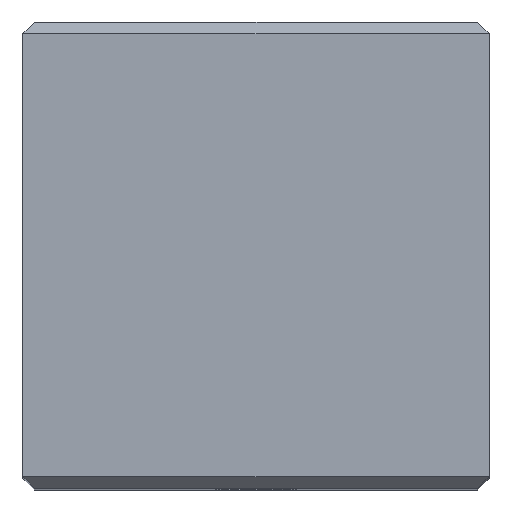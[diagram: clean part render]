
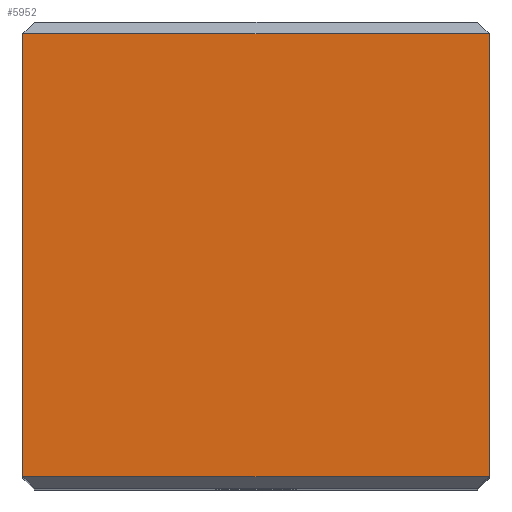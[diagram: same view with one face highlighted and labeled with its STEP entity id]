
A CAD part, top view. The second image highlights one B-rep face of the part: STEP entity #5952.
In plain terms, the highlighted planar face has unit normal (0, 0, 1).
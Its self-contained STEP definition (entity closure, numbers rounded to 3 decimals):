
#123 = DIRECTION ( 'NONE',  ( 1., 0., 0. ) ) ;
#127 = LINE ( 'NONE', #159, #9100 ) ;
#133 = DIRECTION ( 'NONE',  ( 0., 1., 0. ) ) ;
#142 = LINE ( 'NONE', #150, #9200 ) ;
#150 = CARTESIAN_POINT ( 'NONE',  ( 30., 30., 65.6 ) ) ;
#159 = CARTESIAN_POINT ( 'NONE',  ( 0., 0.75, 65.6 ) ) ;
#172 = CARTESIAN_POINT ( 'NONE',  ( 0., 29.25, 65.6 ) ) ;
#189 = LINE ( 'NONE', #172, #9264 ) ;
#244 = DIRECTION ( 'NONE',  ( 1., 0., 0. ) ) ;
#1499 = CARTESIAN_POINT ( 'NONE',  ( 0., 30., 65.6 ) ) ;
#1510 = FACE_OUTER_BOUND ( 'NONE', #8569, .T. ) ;
#1533 = PLANE ( 'NONE',  #2701 ) ;
#1537 = DIRECTION ( 'NONE',  ( 0., 0., -1. ) ) ;
#1538 = DIRECTION ( 'NONE',  ( -1., 0., 0. ) ) ;
#2701 = AXIS2_PLACEMENT_3D ( 'NONE', #1499, #1537, #1538 ) ;
#3403 = ORIENTED_EDGE ( 'NONE', *, *, #7538, .F. ) ;
#3440 = ORIENTED_EDGE ( 'NONE', *, *, #7509, .T. ) ;
#3446 = ORIENTED_EDGE ( 'NONE', *, *, #7520, .T. ) ;
#3510 = ORIENTED_EDGE ( 'NONE', *, *, #7516, .T. ) ;
#4604 = VERTEX_POINT ( 'NONE', #9099 ) ;
#4628 = VERTEX_POINT ( 'NONE', #9152 ) ;
#4631 = VERTEX_POINT ( 'NONE', #9059 ) ;
#4641 = VERTEX_POINT ( 'NONE', #9125 ) ;
#5230 = DIRECTION ( 'NONE',  ( 0., -1., 0. ) ) ;
#5632 = LINE ( 'NONE', #5639, #9119 ) ;
#5639 = CARTESIAN_POINT ( 'NONE',  ( 0., 30., 65.6 ) ) ;
#5952 = ADVANCED_FACE ( 'NONE', ( #1510 ), #1533, .F. ) ;
#7509 = EDGE_CURVE ( 'NONE', #4604, #4631, #5632, .T. ) ;
#7516 = EDGE_CURVE ( 'NONE', #4641, #4628, #142, .T. ) ;
#7520 = EDGE_CURVE ( 'NONE', #4631, #4641, #127, .T. ) ;
#7538 = EDGE_CURVE ( 'NONE', #4604, #4628, #189, .T. ) ;
#8569 = EDGE_LOOP ( 'NONE', ( #3446, #3510, #3403, #3440 ) ) ;
#9059 = CARTESIAN_POINT ( 'NONE',  ( 0., 0.75, 65.6 ) ) ;
#9099 = CARTESIAN_POINT ( 'NONE',  ( 0., 29.25, 65.6 ) ) ;
#9100 = VECTOR ( 'NONE', #123, 1000. ) ;
#9119 = VECTOR ( 'NONE', #5230, 1000. ) ;
#9125 = CARTESIAN_POINT ( 'NONE',  ( 30., 0.75, 65.6 ) ) ;
#9152 = CARTESIAN_POINT ( 'NONE',  ( 30., 29.25, 65.6 ) ) ;
#9200 = VECTOR ( 'NONE', #133, 1000. ) ;
#9264 = VECTOR ( 'NONE', #244, 1000. ) ;
